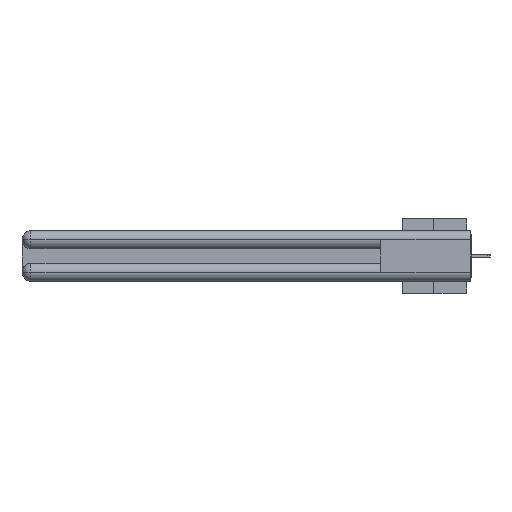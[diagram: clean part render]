
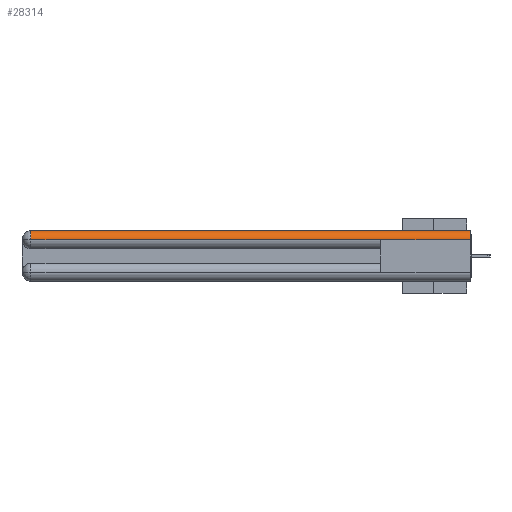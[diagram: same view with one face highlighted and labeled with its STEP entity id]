
A CAD part, left-side view. The second image highlights one B-rep face of the part: STEP entity #28314.
In plain terms, the highlighted cylindrical face has radius 1.562 mm (diameter 3.124 mm), a partial arc.
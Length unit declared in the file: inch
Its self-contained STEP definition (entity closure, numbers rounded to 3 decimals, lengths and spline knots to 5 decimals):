
#314 = ORIENTED_EDGE ( 'NONE', *, *, #31614, .T. ) ;
#1730 = DIRECTION ( 'NONE',  ( 0., 1., 0. ) ) ;
#2412 = CIRCLE ( 'NONE', #22399, 0.0615 ) ;
#2942 = EDGE_CURVE ( 'NONE', #9903, #17587, #5063, .T. ) ;
#3280 = DIRECTION ( 'NONE',  ( 1., 0., 0. ) ) ;
#4405 = CARTESIAN_POINT ( 'NONE',  ( 0., 0., -0.0615 ) ) ;
#5063 = LINE ( 'NONE', #10577, #17679 ) ;
#5239 = DIRECTION ( 'NONE',  ( 0., -1., 0. ) ) ;
#5251 = CARTESIAN_POINT ( 'NONE',  ( 0.0615, 0., -0.0615 ) ) ;
#5768 = DIRECTION ( 'NONE',  ( 0., 0., 1. ) ) ;
#5921 = CARTESIAN_POINT ( 'NONE',  ( 0., 2.94, -0.0615 ) ) ;
#6324 = CARTESIAN_POINT ( 'NONE',  ( 0.0615, 2.94, 0. ) ) ;
#7175 = VERTEX_POINT ( 'NONE', #4405 ) ;
#7743 = CARTESIAN_POINT ( 'NONE',  ( 0.0615, 0., -0.0615 ) ) ;
#8399 = CARTESIAN_POINT ( 'NONE',  ( 0., 0.6, -0.0615 ) ) ;
#8985 = DIRECTION ( 'NONE',  ( 0., -1., 0. ) ) ;
#9021 = EDGE_CURVE ( 'NONE', #17587, #7175, #2412, .T. ) ;
#9774 = CARTESIAN_POINT ( 'NONE',  ( 0., 3., -0.0615 ) ) ;
#9903 = VERTEX_POINT ( 'NONE', #6324 ) ;
#10577 = CARTESIAN_POINT ( 'NONE',  ( 0.0615, 0., 0. ) ) ;
#11389 = VECTOR ( 'NONE', #1730, 39.37008 ) ;
#12974 = VERTEX_POINT ( 'NONE', #8399 ) ;
#13254 = CYLINDRICAL_SURFACE ( 'NONE', #26770, 0.0615 ) ;
#13396 = ORIENTED_EDGE ( 'NONE', *, *, #2942, .F. ) ;
#13907 = DIRECTION ( 'NONE',  ( 0., -1., 0. ) ) ;
#14171 = CIRCLE ( 'NONE', #34161, 0.0615 ) ;
#14561 = EDGE_CURVE ( 'NONE', #9903, #14893, #14171, .T. ) ;
#14893 = VERTEX_POINT ( 'NONE', #5921 ) ;
#16099 = VECTOR ( 'NONE', #13907, 39.37008 ) ;
#16590 = EDGE_CURVE ( 'NONE', #7175, #12974, #34444, .T. ) ;
#17249 = EDGE_LOOP ( 'NONE', ( #13396, #29102, #314, #32223, #24950 ) ) ;
#17587 = VERTEX_POINT ( 'NONE', #32769 ) ;
#17679 = VECTOR ( 'NONE', #5239, 39.37008 ) ;
#20567 = DIRECTION ( 'NONE',  ( 0., -1., 0. ) ) ;
#22399 = AXIS2_PLACEMENT_3D ( 'NONE', #5251, #8985, #3280 ) ;
#23983 = DIRECTION ( 'NONE',  ( 0., 1., 0. ) ) ;
#24950 = ORIENTED_EDGE ( 'NONE', *, *, #9021, .F. ) ;
#25161 = LINE ( 'NONE', #27312, #16099 ) ;
#26770 = AXIS2_PLACEMENT_3D ( 'NONE', #7743, #23983, #5768 ) ;
#27200 = FACE_OUTER_BOUND ( 'NONE', #17249, .T. ) ;
#27312 = CARTESIAN_POINT ( 'NONE',  ( 0., 3., -0.0615 ) ) ;
#28314 = ADVANCED_FACE ( 'NONE', ( #27200 ), #13254, .T. ) ;
#28619 = CARTESIAN_POINT ( 'NONE',  ( 0.0615, 2.94, -0.0615 ) ) ;
#29102 = ORIENTED_EDGE ( 'NONE', *, *, #14561, .T. ) ;
#31614 = EDGE_CURVE ( 'NONE', #14893, #12974, #25161, .T. ) ;
#31663 = DIRECTION ( 'NONE',  ( 0., 0., 1. ) ) ;
#32223 = ORIENTED_EDGE ( 'NONE', *, *, #16590, .F. ) ;
#32769 = CARTESIAN_POINT ( 'NONE',  ( 0.0615, 0., 0. ) ) ;
#34161 = AXIS2_PLACEMENT_3D ( 'NONE', #28619, #20567, #31663 ) ;
#34444 = LINE ( 'NONE', #9774, #11389 ) ;
